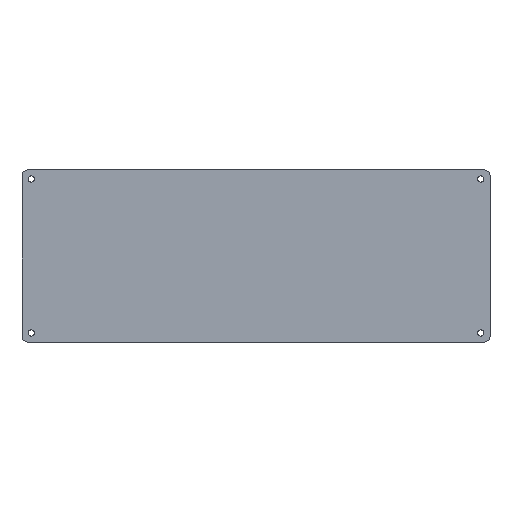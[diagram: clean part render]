
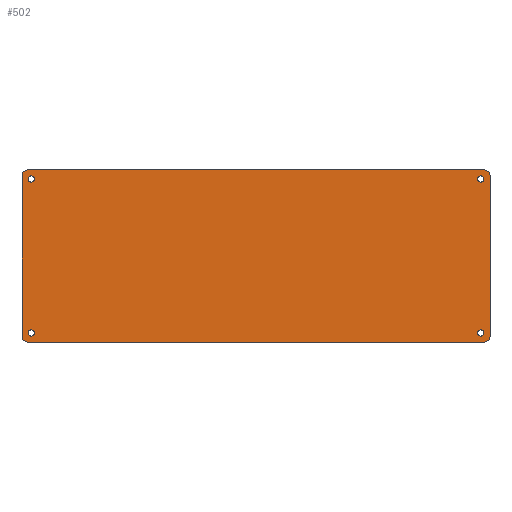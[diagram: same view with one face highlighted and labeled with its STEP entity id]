
A CAD part, top view. The second image highlights one B-rep face of the part: STEP entity #502.
In plain terms, the highlighted planar face has unit normal (0, 0, 1).
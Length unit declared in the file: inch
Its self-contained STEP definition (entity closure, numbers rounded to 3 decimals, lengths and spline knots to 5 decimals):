
#1 = CARTESIAN_POINT ( 'NONE',  ( 9.25, 3.5, 0. ) ) ;
#2 = ORIENTED_EDGE ( 'NONE', *, *, #35, .F. ) ;
#3 = CARTESIAN_POINT ( 'NONE',  ( 9.25, -3.5, 0. ) ) ;
#4 = LINE ( 'NONE', #243, #14 ) ;
#5 = EDGE_CURVE ( 'NONE', #114, #114, #480, .T. ) ;
#6 = DIRECTION ( 'NONE',  ( 0., 0., -1. ) ) ;
#7 = AXIS2_PLACEMENT_3D ( 'NONE', #395, #246, #77 ) ;
#9 = ORIENTED_EDGE ( 'NONE', *, *, #308, .T. ) ;
#12 = EDGE_LOOP ( 'NONE', ( #9 ) ) ;
#14 = VECTOR ( 'NONE', #41, 39.37008 ) ;
#16 = CARTESIAN_POINT ( 'NONE',  ( 9.25, -3.25, 0. ) ) ;
#17 = ORIENTED_EDGE ( 'NONE', *, *, #378, .F. ) ;
#19 = EDGE_CURVE ( 'NONE', #161, #324, #301, .T. ) ;
#24 = CARTESIAN_POINT ( 'NONE',  ( -9.25, -3.5, 0. ) ) ;
#25 = ORIENTED_EDGE ( 'NONE', *, *, #228, .T. ) ;
#28 = CIRCLE ( 'NONE', #58, 0.25 ) ;
#35 = EDGE_CURVE ( 'NONE', #319, #415, #223, .T. ) ;
#41 = DIRECTION ( 'NONE',  ( 1., 0., 0. ) ) ;
#45 = CARTESIAN_POINT ( 'NONE',  ( -9.5, -3.25, 0. ) ) ;
#46 = CARTESIAN_POINT ( 'NONE',  ( 9.5, 3.25, 0. ) ) ;
#57 = EDGE_LOOP ( 'NONE', ( #473 ) ) ;
#58 = AXIS2_PLACEMENT_3D ( 'NONE', #236, #279, #432 ) ;
#61 = VERTEX_POINT ( 'NONE', #226 ) ;
#62 = DIRECTION ( 'NONE',  ( 1., 0., 0. ) ) ;
#65 = CARTESIAN_POINT ( 'NONE',  ( 9.125, -3.125, 0. ) ) ;
#67 = AXIS2_PLACEMENT_3D ( 'NONE', #483, #439, #402 ) ;
#71 = DIRECTION ( 'NONE',  ( -1., 0., 0. ) ) ;
#72 = CARTESIAN_POINT ( 'NONE',  ( 9., 3.125, 0. ) ) ;
#74 = CARTESIAN_POINT ( 'NONE',  ( -9.25, 3.125, 0. ) ) ;
#77 = DIRECTION ( 'NONE',  ( -1., 0., 0. ) ) ;
#93 = VECTOR ( 'NONE', #199, 39.37008 ) ;
#95 = ORIENTED_EDGE ( 'NONE', *, *, #19, .F. ) ;
#101 = CARTESIAN_POINT ( 'NONE',  ( 0., 0., 0. ) ) ;
#106 = VERTEX_POINT ( 'NONE', #278 ) ;
#108 = AXIS2_PLACEMENT_3D ( 'NONE', #379, #231, #190 ) ;
#114 = VERTEX_POINT ( 'NONE', #160 ) ;
#130 = VERTEX_POINT ( 'NONE', #430 ) ;
#131 = CIRCLE ( 'NONE', #488, 0.25 ) ;
#136 = FACE_OUTER_BOUND ( 'NONE', #185, .T. ) ;
#138 = VECTOR ( 'NONE', #479, 39.37008 ) ;
#147 = CARTESIAN_POINT ( 'NONE',  ( -9.25, 3.5, 0. ) ) ;
#160 = CARTESIAN_POINT ( 'NONE',  ( 9., -3.125, 0. ) ) ;
#161 = VERTEX_POINT ( 'NONE', #1 ) ;
#164 = LINE ( 'NONE', #359, #93 ) ;
#173 = EDGE_CURVE ( 'NONE', #415, #106, #28, .T. ) ;
#175 = EDGE_LOOP ( 'NONE', ( #290 ) ) ;
#182 = VECTOR ( 'NONE', #343, 39.37008 ) ;
#185 = EDGE_LOOP ( 'NONE', ( #446, #95, #229, #302, #187, #413, #2, #17 ) ) ;
#187 = ORIENTED_EDGE ( 'NONE', *, *, #288, .F. ) ;
#190 = DIRECTION ( 'NONE',  ( -1., 0., 0. ) ) ;
#199 = DIRECTION ( 'NONE',  ( 0., -1., 0. ) ) ;
#215 = AXIS2_PLACEMENT_3D ( 'NONE', #101, #295, #62 ) ;
#223 = LINE ( 'NONE', #497, #182 ) ;
#226 = CARTESIAN_POINT ( 'NONE',  ( -9.5, 3.25, 0. ) ) ;
#228 = EDGE_CURVE ( 'NONE', #392, #392, #358, .T. ) ;
#229 = ORIENTED_EDGE ( 'NONE', *, *, #266, .F. ) ;
#231 = DIRECTION ( 'NONE',  ( 0., 0., -1. ) ) ;
#234 = LINE ( 'NONE', #45, #138 ) ;
#236 = CARTESIAN_POINT ( 'NONE',  ( -9.25, -3.25, 0. ) ) ;
#243 = CARTESIAN_POINT ( 'NONE',  ( -9.25, 3.5, 0. ) ) ;
#246 = DIRECTION ( 'NONE',  ( 0., 0., -1. ) ) ;
#266 = EDGE_CURVE ( 'NONE', #444, #161, #4, .T. ) ;
#278 = CARTESIAN_POINT ( 'NONE',  ( -9.5, -3.25, 0. ) ) ;
#279 = DIRECTION ( 'NONE',  ( 0., 0., -1. ) ) ;
#281 = AXIS2_PLACEMENT_3D ( 'NONE', #65, #420, #71 ) ;
#283 = EDGE_CURVE ( 'NONE', #61, #444, #409, .T. ) ;
#285 = CARTESIAN_POINT ( 'NONE',  ( -9.125, -3.125, 0. ) ) ;
#286 = EDGE_LOOP ( 'NONE', ( #25 ) ) ;
#287 = AXIS2_PLACEMENT_3D ( 'NONE', #285, #6, #322 ) ;
#288 = EDGE_CURVE ( 'NONE', #106, #61, #234, .T. ) ;
#290 = ORIENTED_EDGE ( 'NONE', *, *, #5, .T. ) ;
#292 = PLANE ( 'NONE',  #215 ) ;
#295 = DIRECTION ( 'NONE',  ( 0., 0., 1. ) ) ;
#301 = CIRCLE ( 'NONE', #108, 0.25 ) ;
#302 = ORIENTED_EDGE ( 'NONE', *, *, #283, .F. ) ;
#308 = EDGE_CURVE ( 'NONE', #472, #472, #375, .T. ) ;
#311 = CIRCLE ( 'NONE', #67, 0.125 ) ;
#314 = VERTEX_POINT ( 'NONE', #72 ) ;
#318 = EDGE_CURVE ( 'NONE', #314, #314, #311, .T. ) ;
#319 = VERTEX_POINT ( 'NONE', #3 ) ;
#322 = DIRECTION ( 'NONE',  ( -1., 0., 0. ) ) ;
#324 = VERTEX_POINT ( 'NONE', #46 ) ;
#334 = DIRECTION ( 'NONE',  ( 0., 0., -1. ) ) ;
#342 = AXIS2_PLACEMENT_3D ( 'NONE', #354, #435, #470 ) ;
#343 = DIRECTION ( 'NONE',  ( -1., 0., 0. ) ) ;
#350 = EDGE_CURVE ( 'NONE', #324, #130, #164, .T. ) ;
#354 = CARTESIAN_POINT ( 'NONE',  ( -9.125, 3.125, 0. ) ) ;
#358 = CIRCLE ( 'NONE', #342, 0.125 ) ;
#359 = CARTESIAN_POINT ( 'NONE',  ( 9.5, 3.25, 0. ) ) ;
#375 = CIRCLE ( 'NONE', #287, 0.125 ) ;
#378 = EDGE_CURVE ( 'NONE', #130, #319, #131, .T. ) ;
#379 = CARTESIAN_POINT ( 'NONE',  ( 9.25, 3.25, 0. ) ) ;
#382 = CARTESIAN_POINT ( 'NONE',  ( -9.25, -3.125, 0. ) ) ;
#392 = VERTEX_POINT ( 'NONE', #74 ) ;
#395 = CARTESIAN_POINT ( 'NONE',  ( -9.25, 3.25, 0. ) ) ;
#402 = DIRECTION ( 'NONE',  ( -1., 0., 0. ) ) ;
#408 = FACE_BOUND ( 'NONE', #12, .T. ) ;
#409 = CIRCLE ( 'NONE', #7, 0.25 ) ;
#413 = ORIENTED_EDGE ( 'NONE', *, *, #173, .F. ) ;
#415 = VERTEX_POINT ( 'NONE', #24 ) ;
#420 = DIRECTION ( 'NONE',  ( 0., 0., -1. ) ) ;
#430 = CARTESIAN_POINT ( 'NONE',  ( 9.5, -3.25, 0. ) ) ;
#432 = DIRECTION ( 'NONE',  ( -1., 0., 0. ) ) ;
#435 = DIRECTION ( 'NONE',  ( 0., 0., -1. ) ) ;
#439 = DIRECTION ( 'NONE',  ( 0., 0., -1. ) ) ;
#444 = VERTEX_POINT ( 'NONE', #147 ) ;
#446 = ORIENTED_EDGE ( 'NONE', *, *, #350, .F. ) ;
#448 = FACE_BOUND ( 'NONE', #57, .T. ) ;
#454 = DIRECTION ( 'NONE',  ( -1., 0., 0. ) ) ;
#470 = DIRECTION ( 'NONE',  ( -1., 0., 0. ) ) ;
#472 = VERTEX_POINT ( 'NONE', #382 ) ;
#473 = ORIENTED_EDGE ( 'NONE', *, *, #318, .T. ) ;
#479 = DIRECTION ( 'NONE',  ( 0., 1., 0. ) ) ;
#480 = CIRCLE ( 'NONE', #281, 0.125 ) ;
#483 = CARTESIAN_POINT ( 'NONE',  ( 9.125, 3.125, 0. ) ) ;
#488 = AXIS2_PLACEMENT_3D ( 'NONE', #16, #334, #454 ) ;
#491 = FACE_BOUND ( 'NONE', #286, .T. ) ;
#497 = CARTESIAN_POINT ( 'NONE',  ( 9.25, -3.5, 0. ) ) ;
#502 = ADVANCED_FACE ( 'NONE', ( #503, #408, #491, #448, #136 ), #292, .T. ) ;
#503 = FACE_BOUND ( 'NONE', #175, .T. ) ;
